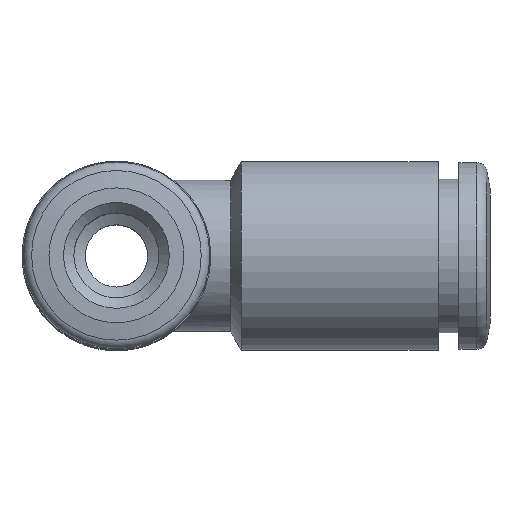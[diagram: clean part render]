
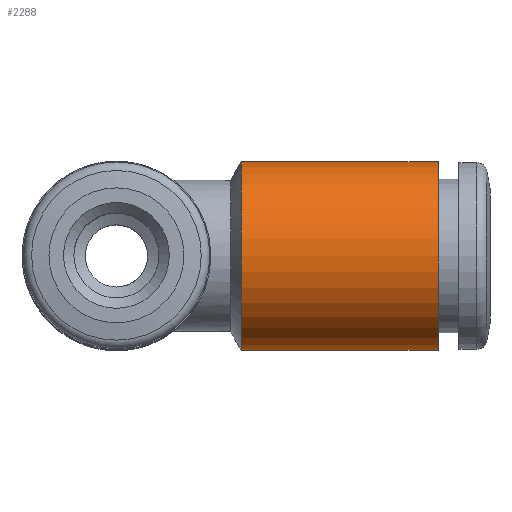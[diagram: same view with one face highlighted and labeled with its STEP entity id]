
A CAD part, top view. The second image highlights one B-rep face of the part: STEP entity #2288.
In plain terms, the highlighted cylindrical face has radius 4.55 mm (diameter 9.1 mm), a full revolution.
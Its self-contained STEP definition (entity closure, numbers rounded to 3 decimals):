
#895=ORIENTED_EDGE('',*,*,#1186,.F.);
#896=ORIENTED_EDGE('',*,*,#1185,.T.);
#1035=CIRCLE('',#2114,4.55);
#1036=CIRCLE('',#2116,4.55);
#1109=VERTEX_POINT('',#1892);
#1110=VERTEX_POINT('',#1895);
#1185=EDGE_CURVE('',#1109,#1109,#1035,.T.);
#1186=EDGE_CURVE('',#1110,#1110,#1036,.T.);
#1270=EDGE_LOOP('',(#895));
#1271=EDGE_LOOP('',(#896));
#1418=FACE_BOUND('',#1270,.T.);
#1419=FACE_BOUND('',#1271,.T.);
#1588=DIRECTION('',(0.,-1.,0.));
#1589=DIRECTION('',(-4.55,0.,0.));
#1590=DIRECTION('',(0.,-1.,0.));
#1591=DIRECTION('',(-1.,0.,0.));
#1592=DIRECTION('',(0.,-1.,0.));
#1593=DIRECTION('',(-4.55,0.,0.));
#1892=CARTESIAN_POINT('',(108.732,115.748,0.));
#1893=CARTESIAN_POINT('',(113.282,115.748,0.));
#1894=CARTESIAN_POINT('',(113.282,115.748,0.));
#1895=CARTESIAN_POINT('',(108.732,106.268,0.));
#1896=CARTESIAN_POINT('',(113.282,106.268,0.));
#2114=AXIS2_PLACEMENT_3D('',#1893,#1588,#1589);
#2115=AXIS2_PLACEMENT_3D('',#1894,#1590,#1591);
#2116=AXIS2_PLACEMENT_3D('',#1896,#1592,#1593);
#2254=CYLINDRICAL_SURFACE('',#2115,4.55);
#2288=ADVANCED_FACE('',(#1418,#1419),#2254,.T.);
